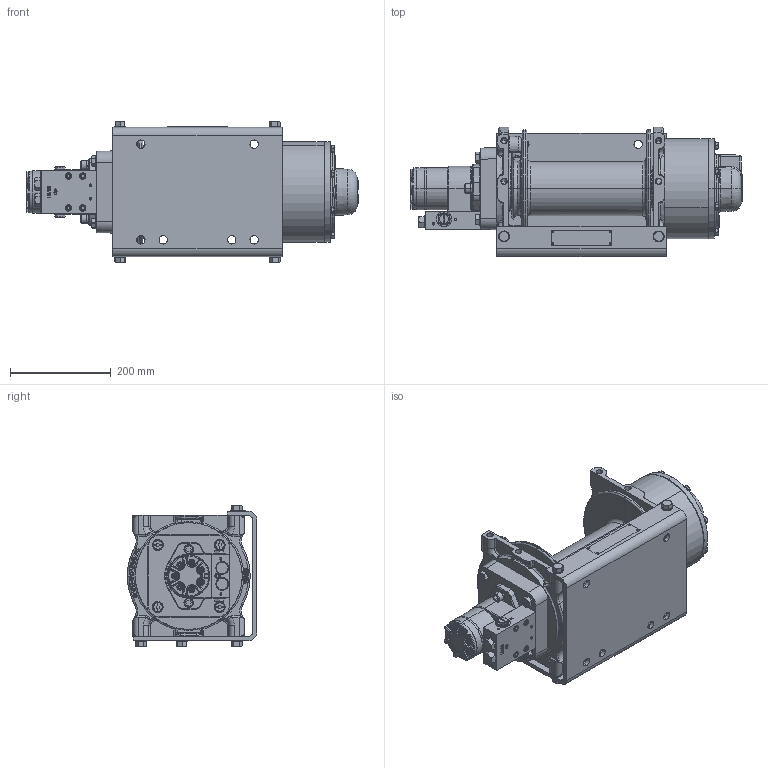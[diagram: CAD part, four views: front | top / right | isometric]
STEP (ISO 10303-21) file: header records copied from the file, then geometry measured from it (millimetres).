
FILE_DESCRIPTION((''),'2;1');
FILE_NAME('TWG-TEMP','2020-10-12T02:25:23',('Administrator'),(''),'CREO PARAMETRIC BY PTC INC, 2019292','CREO PARAMETRIC BY PTC INC, 2019292','');
FILE_SCHEMA(('AUTOMOTIVE_DESIGN { 1 0 10303 214 1 1 1 1 }'));
Products named in the file (1): TWG-TEMP
Bounding box: 660.67 x 257.38 x 279.88 mm (x, y, z)
Volume: 2024.2 mm3; surface area: 1136574.1 mm2
Topology: 2 solids, 168 shells, 2307 faces, 8260 edges, 5958 vertices
Faces by surface type: plane 880, cylinder 663, torus 300, cone 203, bspline 168, extrusion 73, sphere 20
Entity records: 132262 total; most frequent: CARTESIAN_POINT 51104, ORIENTED_EDGE 12527, DIRECTION 11946, EDGE_CURVE 8140, VERTEX_POINT 5958, AXIS2_PLACEMENT_3D 4000, VECTOR 3943, LINE 3870
